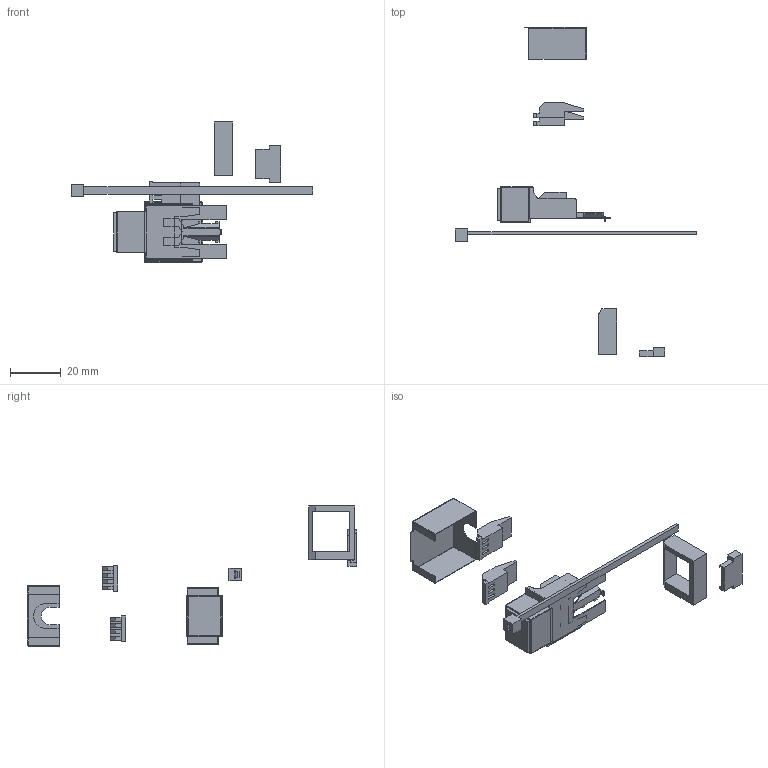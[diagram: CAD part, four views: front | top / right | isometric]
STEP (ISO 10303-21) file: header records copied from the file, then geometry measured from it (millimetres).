
FILE_DESCRIPTION (( 'STEP AP214' ), '1' );
FILE_NAME ('6117325.stp', '2018-10-12T06:05:30', ( '' ), ( '' ), 'SwSTEP 2.0', 'SolidWorks 2018', '' );
FILE_SCHEMA (( 'AUTOMOTIVE_DESIGN' ));
Length unit declared in the file: millimetre
Products named in the file (11): 6117325; P_0000005181_1_Standard; P_0000005181_3_Standard; P_0000005181_2_Standard; P_0000005182_1_Standard; P_0000005183_8_Standard; P_0000005183_2_Standard; P_0000005183_3_Standard; P_0000005183_5_Standard; P_0000005183_6_Standard; P_0000005183_7_Standard
Assembly tree (11 placements, depth 3):
  6117325
    P_0000005183_7_Standard
    P_0000005183_6_Standard
    P_0000005183_5_Standard  x2
    P_0000005183_3_Standard
    P_0000005183_2_Standard
    P_0000005183_8_Standard
    P_0000005182_1_Standard
    P_0000005181_1_Standard
      P_0000005181_2_Standard
      P_0000005181_3_Standard
Bounding box: 95 x 129.49 x 55.05 mm (x, y, z)
Volume: 7680.1 mm3; surface area: 15175.8 mm2
Topology: 10 solids, 10 shells, 468 faces, 1292 edges, 840 vertices
Faces by surface type: plane 429, cylinder 39
Entity records: 13917 total; most frequent: CARTESIAN_POINT 2406, ORIENTED_EDGE 2374, DIRECTION 2167, EDGE_CURVE 1187, VECTOR 1105, LINE 1105, VERTEX_POINT 770, AXIS2_PLACEMENT_3D 531
